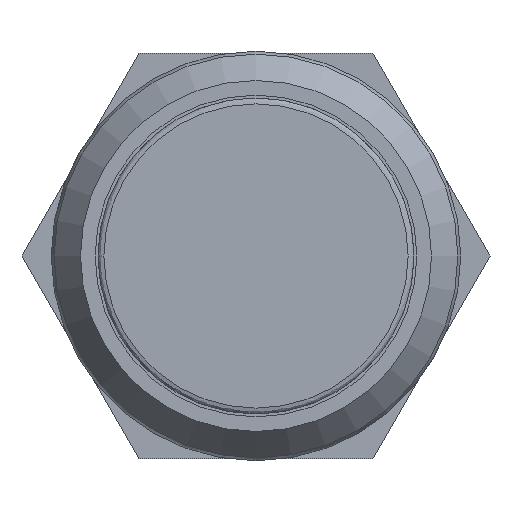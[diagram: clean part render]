
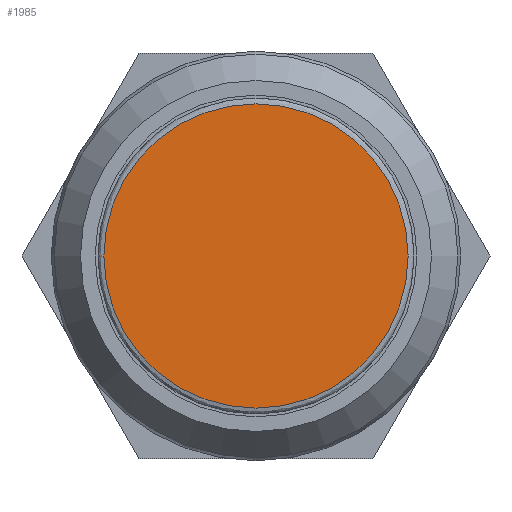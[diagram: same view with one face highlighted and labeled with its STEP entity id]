
A CAD part, front view. The second image highlights one B-rep face of the part: STEP entity #1985.
In plain terms, the highlighted planar face has unit normal (0, -1, 0).
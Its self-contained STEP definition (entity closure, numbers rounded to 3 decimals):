
#1877 = SURFACE_OF_REVOLUTION('',#1878,#1883);
#1878 = CIRCLE('',#1879,0.2);
#1879 = AXIS2_PLACEMENT_3D('',#1880,#1881,#1882);
#1880 = CARTESIAN_POINT('',(0.,-1.3,5.2));
#1881 = DIRECTION('',(1.,0.,0.));
#1882 = DIRECTION('',(0.,1.,0.));
#1883 = AXIS1_PLACEMENT('',#1884,#1885);
#1884 = CARTESIAN_POINT('',(0.,0.,0.));
#1885 = DIRECTION('',(0.,1.,0.));
#1935 = VERTEX_POINT('',#1936);
#1936 = CARTESIAN_POINT('',(0.,-1.5,5.2));
#1958 = EDGE_CURVE('',#1935,#1935,#1959,.T.);
#1959 = SURFACE_CURVE('',#1960,(#1965,#1972),.PCURVE_S1.);
#1960 = CIRCLE('',#1961,5.2);
#1961 = AXIS2_PLACEMENT_3D('',#1962,#1963,#1964);
#1962 = CARTESIAN_POINT('',(0.,-1.5,0.));
#1963 = DIRECTION('',(0.,1.,0.));
#1964 = DIRECTION('',(0.,0.,1.));
#1965 = PCURVE('',#1877,#1966);
#1966 = DEFINITIONAL_REPRESENTATION('',(#1967),#1971);
#1967 = LINE('',#1968,#1969);
#1968 = CARTESIAN_POINT('',(0.,3.142));
#1969 = VECTOR('',#1970,1.);
#1970 = DIRECTION('',(1.,0.));
#1971 = ( GEOMETRIC_REPRESENTATION_CONTEXT(2) 
PARAMETRIC_REPRESENTATION_CONTEXT() REPRESENTATION_CONTEXT('2D SPACE',''
  ) );
#1972 = PCURVE('',#1973,#1978);
#1973 = PLANE('',#1974);
#1974 = AXIS2_PLACEMENT_3D('',#1975,#1976,#1977);
#1975 = CARTESIAN_POINT('',(0.,-1.5,0.));
#1976 = DIRECTION('',(0.,1.,0.));
#1977 = DIRECTION('',(0.,0.,1.));
#1978 = DEFINITIONAL_REPRESENTATION('',(#1979),#1983);
#1979 = CIRCLE('',#1980,5.2);
#1980 = AXIS2_PLACEMENT_2D('',#1981,#1982);
#1981 = CARTESIAN_POINT('',(0.,0.));
#1982 = DIRECTION('',(1.,0.));
#1983 = ( GEOMETRIC_REPRESENTATION_CONTEXT(2) 
PARAMETRIC_REPRESENTATION_CONTEXT() REPRESENTATION_CONTEXT('2D SPACE',''
  ) );
#1985 = ADVANCED_FACE('',(#1986),#1973,.F.);
#1986 = FACE_BOUND('',#1987,.T.);
#1987 = EDGE_LOOP('',(#1988));
#1988 = ORIENTED_EDGE('',*,*,#1958,.F.);
